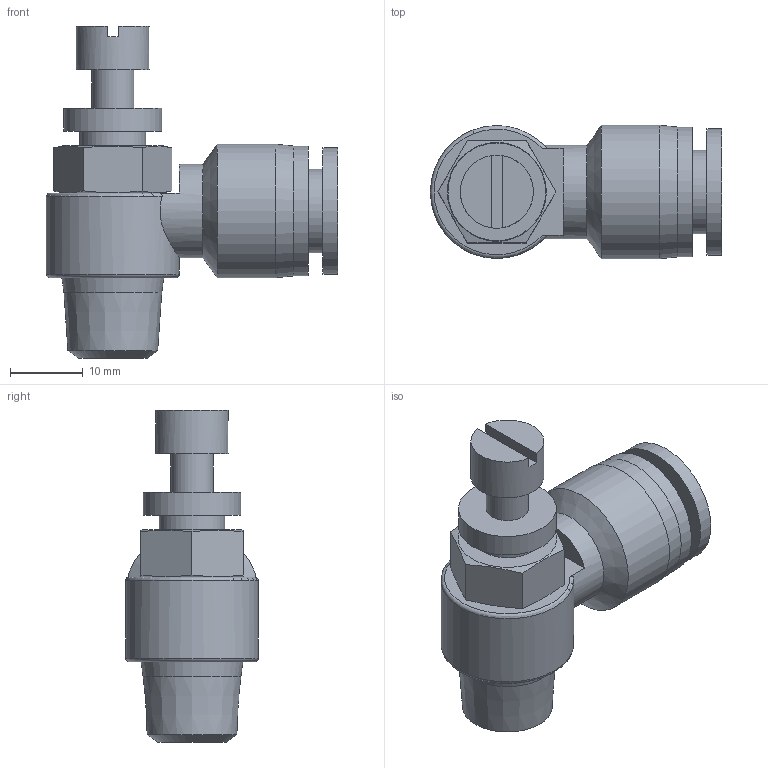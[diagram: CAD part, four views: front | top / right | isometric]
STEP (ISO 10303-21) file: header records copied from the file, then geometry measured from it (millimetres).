
FILE_DESCRIPTION(/* description */ (''),/* implementation_level */ '2;1');
FILE_NAME(/* name */ 'JSC3-8-1-4NPT.stp',/* time_stamp */ '2025-06-11T11:03:09-04:00',/* author */ ('esanner'),/* organization */ (''),/* preprocessor_version */ 'ST-DEVELOPER v19',/* originating_system */ 'AutoCAD Mechanical',/* authorisation */ '');
FILE_SCHEMA (('AUTOMOTIVE_DESIGN { 1 0 10303 214 3 1 1 }'));
Length unit declared in the file: millimetre
Products named in the file (1): Product
Bounding box: 39.9 x 18.3 x 45.5 mm (x, y, z)
Volume: 10014.7 mm3; surface area: 4948.8 mm2
Topology: 1 solids, 1 shells, 45 faces, 95 edges, 62 vertices
Faces by surface type: plane 24, cylinder 12, cone 7, torus 2
Full cylindrical faces by diameter (mm): 5.8 x1, 7.1 x1, 9 x1, 9.7 x1, 10 x1, 11.5 x1, 12.8 x1, 13.4 x1, 17.3 x1, 17.8 x1, 18.2 x1, 18.3 x1
Entity records: 1290 total; most frequent: CARTESIAN_POINT 294, DIRECTION 214, ORIENTED_EDGE 190, EDGE_CURVE 95, AXIS2_PLACEMENT_3D 89, VERTEX_POINT 62, EDGE_LOOP 55, FACE_OUTER_BOUND 45
